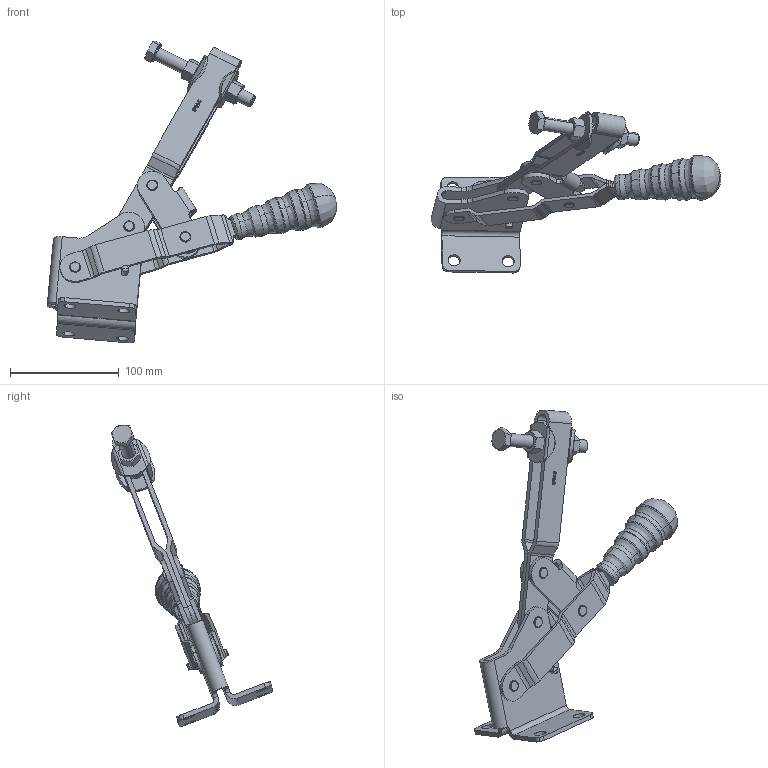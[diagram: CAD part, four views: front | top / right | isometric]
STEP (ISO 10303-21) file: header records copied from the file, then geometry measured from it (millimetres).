
FILE_DESCRIPTION((''),'2;1');
FILE_NAME('216.0-opened.stp','2005-09-27T21:17:27',('Kysilko'),(''),'Autodesk Inventor 8','Autodesk Inventor 8','');
FILE_SCHEMA(('AUTOMOTIVE_DESIGN { 1 0 10303 214 1 1 1 1 }'));
Length unit declared in the file: millimetre
Products named in the file (1): Part26
Bounding box: 266.62 x 148.81 x 277.96 mm (x, y, z)
Volume: 276136.7 mm3; surface area: 118841.5 mm2
Topology: 1 solids, 3 shells, 1465 faces, 5058 edges, 3192 vertices
Faces by surface type: plane 725, cone 358, cylinder 237, bspline 119, torus 24, sphere 2
Entity records: 58814 total; most frequent: CARTESIAN_POINT 15646, ORIENTED_EDGE 10096, DIRECTION 8772, EDGE_CURVE 5048, VERTEX_POINT 3192, AXIS2_PLACEMENT_3D 3117, VECTOR 2538, LINE 2538
